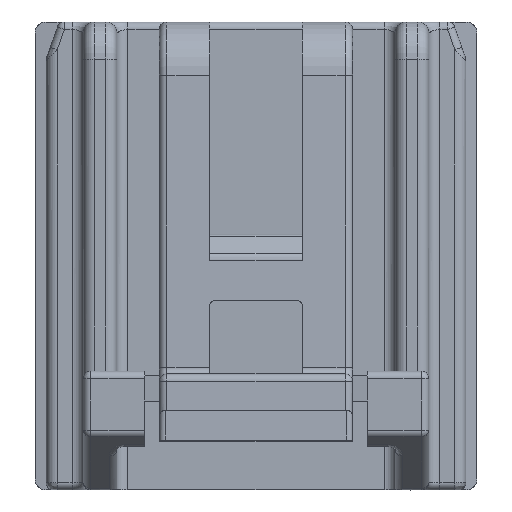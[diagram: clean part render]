
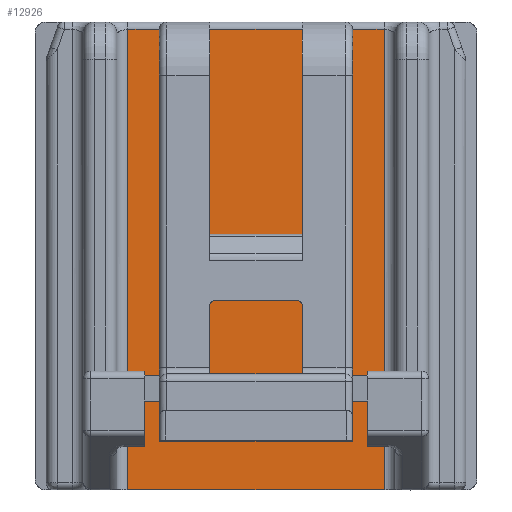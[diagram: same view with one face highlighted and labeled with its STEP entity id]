
A CAD part, front view. The second image highlights one B-rep face of the part: STEP entity #12926.
In plain terms, the highlighted planar face has unit normal (0, -1, 0).
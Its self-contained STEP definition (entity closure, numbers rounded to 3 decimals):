
#38=DIRECTION('',(1.,0.,0.));
#39=VECTOR('',#38,6.9);
#40=CARTESIAN_POINT('',(-3.45,-1.15,0.));
#41=LINE('',#40,#39);
#1645=DIRECTION('',(0.,0.,1.));
#1646=VECTOR('',#1645,12.4);
#1647=CARTESIAN_POINT('',(3.45,-1.15,0.));
#1648=LINE('',#1647,#1646);
#1680=DIRECTION('',(0.,0.,-1.));
#1681=VECTOR('',#1680,1.9);
#1682=CARTESIAN_POINT('',(1.8,-1.15,11.6));
#1683=LINE('',#1682,#1681);
#1684=DIRECTION('',(0.,0.,1.));
#1685=VECTOR('',#1684,2.7);
#1686=CARTESIAN_POINT('',(2.6,-1.15,9.7));
#1687=LINE('',#1686,#1685);
#1688=DIRECTION('',(0.,0.,-1.));
#1689=VECTOR('',#1688,2.7);
#1690=CARTESIAN_POINT('',(-2.6,-1.15,12.4));
#1691=LINE('',#1690,#1689);
#1692=DIRECTION('',(0.,0.,1.));
#1693=VECTOR('',#1692,1.9);
#1694=CARTESIAN_POINT('',(-1.8,-1.15,9.7));
#1695=LINE('',#1694,#1693);
#1696=DIRECTION('',(0.,0.,1.));
#1697=VECTOR('',#1696,0.8);
#1698=CARTESIAN_POINT('',(-1.25,-1.15,11.6));
#1699=LINE('',#1698,#1697);
#2133=DIRECTION('',(0.,0.,1.));
#2134=VECTOR('',#2133,0.8);
#2135=CARTESIAN_POINT('',(1.25,-1.15,11.6));
#2136=LINE('',#2135,#2134);
#2168=DIRECTION('',(-1.,0.,0.));
#2169=VECTOR('',#2168,0.55);
#2170=CARTESIAN_POINT('',(1.8,-1.15,11.6));
#2171=LINE('',#2170,#2169);
#2192=DIRECTION('',(-1.,0.,0.));
#2193=VECTOR('',#2192,2.5);
#2194=CARTESIAN_POINT('',(1.25,-1.15,12.4));
#2195=LINE('',#2194,#2193);
#2461=DIRECTION('',(-1.,0.,0.));
#2462=VECTOR('',#2461,0.85);
#2463=CARTESIAN_POINT('',(-2.6,-1.15,12.4));
#2464=LINE('',#2463,#2462);
#2513=DIRECTION('',(0.,0.,-1.));
#2514=VECTOR('',#2513,12.4);
#2515=CARTESIAN_POINT('',(-3.45,-1.15,12.4));
#2516=LINE('',#2515,#2514);
#3121=DIRECTION('',(-1.,0.,0.));
#3122=VECTOR('',#3121,0.85);
#3123=CARTESIAN_POINT('',(3.45,-1.15,12.4));
#3124=LINE('',#3123,#3122);
#3408=DIRECTION('',(-1.,0.,0.));
#3409=VECTOR('',#3408,0.55);
#3410=CARTESIAN_POINT('',(-1.25,-1.15,11.6));
#3411=LINE('',#3410,#3409);
#3436=DIRECTION('',(-1.,0.,0.));
#3437=VECTOR('',#3436,0.8);
#3438=CARTESIAN_POINT('',(-1.8,-1.15,9.7));
#3439=LINE('',#3438,#3437);
#3512=DIRECTION('',(-1.,0.,0.));
#3513=VECTOR('',#3512,0.8);
#3514=CARTESIAN_POINT('',(2.6,-1.15,9.7));
#3515=LINE('',#3514,#3513);
#8043=CARTESIAN_POINT('',(1.8,-1.15,11.6));
#8044=CARTESIAN_POINT('',(1.8,-1.15,9.7));
#8045=VERTEX_POINT('',#8043);
#8046=VERTEX_POINT('',#8044);
#8047=CARTESIAN_POINT('',(2.6,-1.15,9.7));
#8048=VERTEX_POINT('',#8047);
#8049=CARTESIAN_POINT('',(2.6,-1.15,12.4));
#8050=VERTEX_POINT('',#8049);
#8051=CARTESIAN_POINT('',(3.45,-1.15,12.4));
#8052=VERTEX_POINT('',#8051);
#8053=CARTESIAN_POINT('',(3.45,-1.15,0.));
#8054=VERTEX_POINT('',#8053);
#8055=CARTESIAN_POINT('',(-3.45,-1.15,0.));
#8056=VERTEX_POINT('',#8055);
#8057=CARTESIAN_POINT('',(-3.45,-1.15,12.4));
#8058=VERTEX_POINT('',#8057);
#8059=CARTESIAN_POINT('',(-2.6,-1.15,12.4));
#8060=VERTEX_POINT('',#8059);
#8061=CARTESIAN_POINT('',(-2.6,-1.15,9.7));
#8062=VERTEX_POINT('',#8061);
#8063=CARTESIAN_POINT('',(-1.8,-1.15,9.7));
#8064=VERTEX_POINT('',#8063);
#8065=CARTESIAN_POINT('',(-1.8,-1.15,11.6));
#8066=VERTEX_POINT('',#8065);
#8067=CARTESIAN_POINT('',(-1.25,-1.15,11.6));
#8068=VERTEX_POINT('',#8067);
#8069=CARTESIAN_POINT('',(-1.25,-1.15,12.4));
#8070=VERTEX_POINT('',#8069);
#8071=CARTESIAN_POINT('',(1.25,-1.15,12.4));
#8072=VERTEX_POINT('',#8071);
#8073=CARTESIAN_POINT('',(1.25,-1.15,11.6));
#8074=VERTEX_POINT('',#8073);
#12889=CARTESIAN_POINT('',(-5.35,-1.15,0.));
#12890=DIRECTION('',(0.,-1.,0.));
#12891=DIRECTION('',(1.,0.,0.));
#12892=AXIS2_PLACEMENT_3D('',#12889,#12890,#12891);
#12893=PLANE('',#12892);
#12895=ORIENTED_EDGE('',*,*,#12894,.T.);
#12897=ORIENTED_EDGE('',*,*,#12896,.F.);
#12899=ORIENTED_EDGE('',*,*,#12898,.T.);
#12901=ORIENTED_EDGE('',*,*,#12900,.F.);
#12902=ORIENTED_EDGE('',*,*,#12880,.F.);
#12903=ORIENTED_EDGE('',*,*,#10221,.F.);
#12905=ORIENTED_EDGE('',*,*,#12904,.F.);
#12907=ORIENTED_EDGE('',*,*,#12906,.F.);
#12909=ORIENTED_EDGE('',*,*,#12908,.T.);
#12911=ORIENTED_EDGE('',*,*,#12910,.F.);
#12913=ORIENTED_EDGE('',*,*,#12912,.T.);
#12915=ORIENTED_EDGE('',*,*,#12914,.F.);
#12917=ORIENTED_EDGE('',*,*,#12916,.T.);
#12919=ORIENTED_EDGE('',*,*,#12918,.F.);
#12921=ORIENTED_EDGE('',*,*,#12920,.F.);
#12923=ORIENTED_EDGE('',*,*,#12922,.F.);
#12924=EDGE_LOOP('',(#12895,#12897,#12899,#12901,#12902,#12903,#12905,#12907,
#12909,#12911,#12913,#12915,#12917,#12919,#12921,#12923));
#12925=FACE_OUTER_BOUND('',#12924,.F.);
#12926=ADVANCED_FACE('',(#12925),#12893,.T.);
#10221=EDGE_CURVE('',#8056,#8054,#41,.T.);
#12880=EDGE_CURVE('',#8054,#8052,#1648,.T.);
#12894=EDGE_CURVE('',#8045,#8046,#1683,.T.);
#12896=EDGE_CURVE('',#8048,#8046,#3515,.T.);
#12898=EDGE_CURVE('',#8048,#8050,#1687,.T.);
#12900=EDGE_CURVE('',#8052,#8050,#3124,.T.);
#12904=EDGE_CURVE('',#8058,#8056,#2516,.T.);
#12906=EDGE_CURVE('',#8060,#8058,#2464,.T.);
#12908=EDGE_CURVE('',#8060,#8062,#1691,.T.);
#12910=EDGE_CURVE('',#8064,#8062,#3439,.T.);
#12912=EDGE_CURVE('',#8064,#8066,#1695,.T.);
#12914=EDGE_CURVE('',#8068,#8066,#3411,.T.);
#12916=EDGE_CURVE('',#8068,#8070,#1699,.T.);
#12918=EDGE_CURVE('',#8072,#8070,#2195,.T.);
#12920=EDGE_CURVE('',#8074,#8072,#2136,.T.);
#12922=EDGE_CURVE('',#8045,#8074,#2171,.T.);
